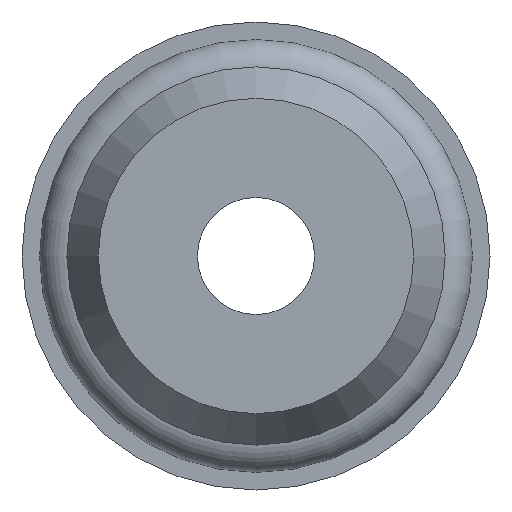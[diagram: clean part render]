
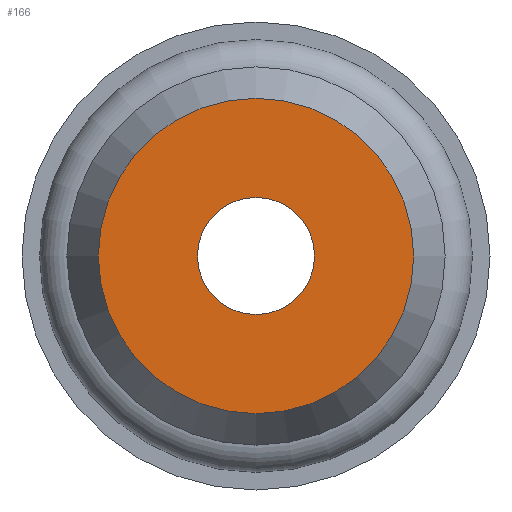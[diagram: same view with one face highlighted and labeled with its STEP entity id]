
A CAD part, front view. The second image highlights one B-rep face of the part: STEP entity #166.
In plain terms, the highlighted planar face has unit normal (0, -1, 0).
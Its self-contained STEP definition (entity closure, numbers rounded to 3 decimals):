
#166 = ADVANCED_FACE( 'NONE', ( #266, #267 ), #268, .T. );
#266 = FACE_OUTER_BOUND( '', #379, .T. );
#267 = FACE_BOUND( '', #380, .T. );
#268 = PLANE( '', #381 );
#379 = EDGE_LOOP( '', ( #621 ) );
#380 = EDGE_LOOP( '', ( #622 ) );
#381 = AXIS2_PLACEMENT_3D( '', #623, #624, #625 );
#621 = ORIENTED_EDGE( '', *, *, #699, .F. );
#622 = ORIENTED_EDGE( '', *, *, #702, .F. );
#623 = CARTESIAN_POINT( '', ( 0., 0., 0. ) );
#624 = DIRECTION( '', ( 0., -1., 0. ) );
#625 = DIRECTION( '', ( 0., 0., -1. ) );
#699 = EDGE_CURVE( 'NONE', #793, #793, #794, .T. );
#702 = EDGE_CURVE( 'NONE', #799, #799, #800, .T. );
#793 = VERTEX_POINT( '', #943 );
#794 = CIRCLE( '', #944, 4.042 );
#799 = VERTEX_POINT( '', #949 );
#800 = CIRCLE( '', #950, 1.5 );
#943 = CARTESIAN_POINT( '', ( -4.042, 0., 0. ) );
#944 = AXIS2_PLACEMENT_3D( '', #1095, #1096, #1097 );
#949 = CARTESIAN_POINT( '', ( 0., 0., -1.5 ) );
#950 = AXIS2_PLACEMENT_3D( '', #1104, #1105, #1106 );
#1095 = CARTESIAN_POINT( '', ( 0., 0., 0. ) );
#1096 = DIRECTION( '', ( 0., 1., 0. ) );
#1097 = DIRECTION( '', ( -1., 0., 0. ) );
#1104 = CARTESIAN_POINT( '', ( 0., 0., 0. ) );
#1105 = DIRECTION( '', ( 0., -1., 0. ) );
#1106 = DIRECTION( '', ( 0., 0., -1. ) );
